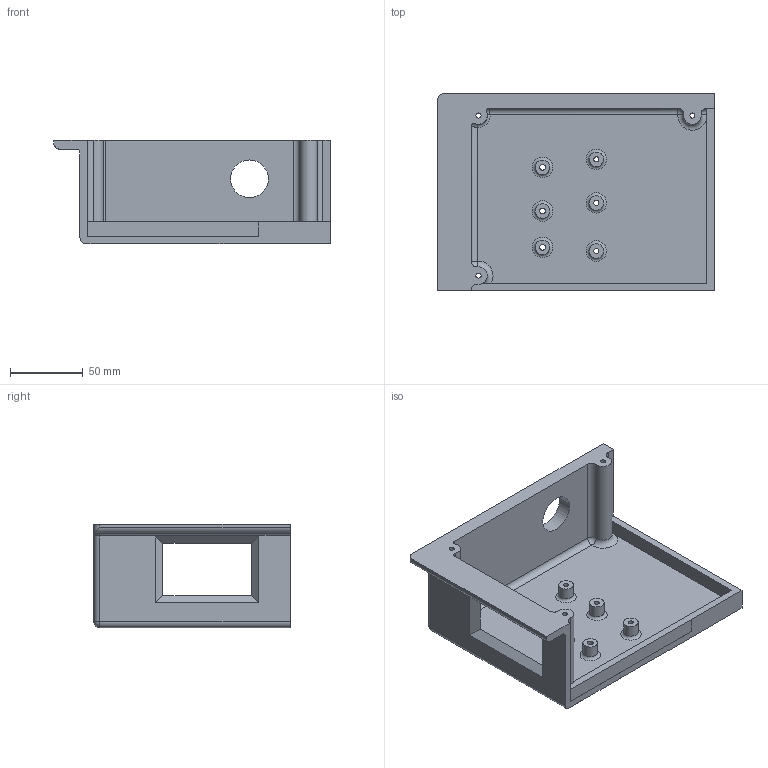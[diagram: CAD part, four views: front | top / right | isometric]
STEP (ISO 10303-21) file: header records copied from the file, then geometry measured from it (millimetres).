
FILE_DESCRIPTION(/* description */ (''),/* implementation_level */ '2;1');
FILE_NAME(/* name */ 'base 12.step',/* time_stamp */ '2020-12-18T16:20:16+06:00',/* author */ (''),/* organization */ (''),/* preprocessor_version */ 'ST-DEVELOPER v18.1',/* originating_system */ 'Autodesk Translation Framework v9.7.1.1290',/* authorisation */ '');
FILE_SCHEMA (('AUTOMOTIVE_DESIGN { 1 0 10303 214 3 1 1 }'));
Length unit declared in the file: millimetre
Products named in the file (1): base 12
Bounding box: 190 x 135 x 71 mm (x, y, z)
Volume: 298161 mm3; surface area: 104083.5 mm2
Topology: 1 solids, 1 shells, 109 faces, 243 edges, 150 vertices
Faces by surface type: cylinder 43, plane 39, torus 21, sphere 4, bspline 2
Full cylindrical faces by diameter (mm): 3.5 x6, 4 x3, 7 x9, 10 x6, 26 x1
Entity records: 3238 total; most frequent: CARTESIAN_POINT 647, DIRECTION 575, ORIENTED_EDGE 486, EDGE_CURVE 243, AXIS2_PLACEMENT_3D 233, VERTEX_POINT 150, EDGE_LOOP 145, CIRCLE 124
